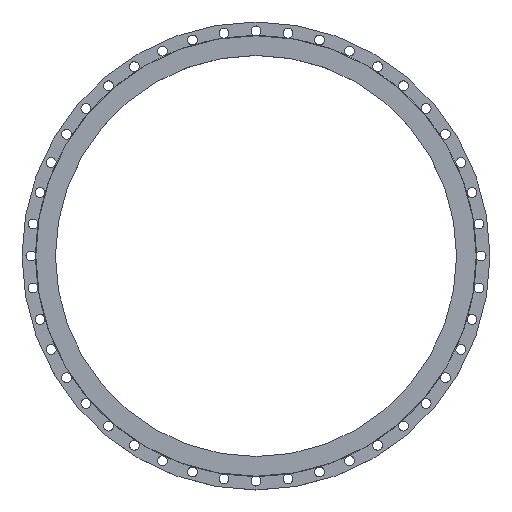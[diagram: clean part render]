
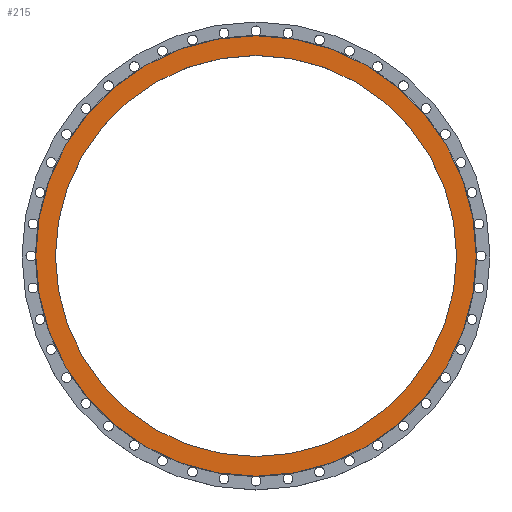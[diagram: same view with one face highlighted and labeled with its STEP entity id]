
A CAD part, top view. The second image highlights one B-rep face of the part: STEP entity #215.
In plain terms, the highlighted planar face has unit normal (0, 0, 1).
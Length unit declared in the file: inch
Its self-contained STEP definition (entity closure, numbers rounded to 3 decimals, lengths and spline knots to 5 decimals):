
#22 = VERTEX_POINT ( 'NONE', #4379 ) ;
#195 = DIRECTION ( 'NONE',  ( 1., 0., 0. ) ) ;
#215 = ADVANCED_FACE ( 'NONE', ( #564, #1961 ), #352, .F. ) ;
#239 = EDGE_CURVE ( 'NONE', #2139, #22, #1203, .T. ) ;
#263 = ORIENTED_EDGE ( 'NONE', *, *, #3781, .T. ) ;
#264 = DIRECTION ( 'NONE',  ( 0., 0., 1. ) ) ;
#352 = PLANE ( 'NONE',  #923 ) ;
#527 = ORIENTED_EDGE ( 'NONE', *, *, #1443, .F. ) ;
#564 = FACE_BOUND ( 'NONE', #629, .T. ) ;
#629 = EDGE_LOOP ( 'NONE', ( #2455, #527 ) ) ;
#923 = AXIS2_PLACEMENT_3D ( 'NONE', #4278, #2958, #2723 ) ;
#1064 = AXIS2_PLACEMENT_3D ( 'NONE', #2986, #1956, #2740 ) ;
#1171 = CARTESIAN_POINT ( 'NONE',  ( -28., 0., 0. ) ) ;
#1191 = CIRCLE ( 'NONE', #4163, 28. ) ;
#1203 = CIRCLE ( 'NONE', #1064, 28. ) ;
#1443 = EDGE_CURVE ( 'NONE', #1757, #3349, #2470, .T. ) ;
#1702 = CARTESIAN_POINT ( 'NONE',  ( 0., 0., 0. ) ) ;
#1744 = AXIS2_PLACEMENT_3D ( 'NONE', #3352, #264, #2677 ) ;
#1757 = VERTEX_POINT ( 'NONE', #3575 ) ;
#1914 = DIRECTION ( 'NONE',  ( 0., 0., 1. ) ) ;
#1956 = DIRECTION ( 'NONE',  ( 0., 0., 1. ) ) ;
#1961 = FACE_OUTER_BOUND ( 'NONE', #3155, .T. ) ;
#2139 = VERTEX_POINT ( 'NONE', #1171 ) ;
#2455 = ORIENTED_EDGE ( 'NONE', *, *, #3828, .F. ) ;
#2470 = CIRCLE ( 'NONE', #1744, 25.5 ) ;
#2676 = DIRECTION ( 'NONE',  ( 0., 0., 1. ) ) ;
#2677 = DIRECTION ( 'NONE',  ( 1., 0., 0. ) ) ;
#2723 = DIRECTION ( 'NONE',  ( -1., 0., 0. ) ) ;
#2725 = DIRECTION ( 'NONE',  ( 1., 0., 0. ) ) ;
#2740 = DIRECTION ( 'NONE',  ( 1., 0., 0. ) ) ;
#2958 = DIRECTION ( 'NONE',  ( 0., 0., -1. ) ) ;
#2986 = CARTESIAN_POINT ( 'NONE',  ( 0., 0., 0. ) ) ;
#2996 = CIRCLE ( 'NONE', #3208, 25.5 ) ;
#3155 = EDGE_LOOP ( 'NONE', ( #263, #4374 ) ) ;
#3198 = CARTESIAN_POINT ( 'NONE',  ( 25.5, 0., 0. ) ) ;
#3208 = AXIS2_PLACEMENT_3D ( 'NONE', #1702, #2676, #2725 ) ;
#3214 = CARTESIAN_POINT ( 'NONE',  ( 0., 0., 0. ) ) ;
#3349 = VERTEX_POINT ( 'NONE', #3198 ) ;
#3352 = CARTESIAN_POINT ( 'NONE',  ( 0., 0., 0. ) ) ;
#3575 = CARTESIAN_POINT ( 'NONE',  ( -25.5, 0., 0. ) ) ;
#3781 = EDGE_CURVE ( 'NONE', #22, #2139, #1191, .T. ) ;
#3828 = EDGE_CURVE ( 'NONE', #3349, #1757, #2996, .T. ) ;
#4163 = AXIS2_PLACEMENT_3D ( 'NONE', #3214, #1914, #195 ) ;
#4278 = CARTESIAN_POINT ( 'NONE',  ( 0., 25.5, 0. ) ) ;
#4374 = ORIENTED_EDGE ( 'NONE', *, *, #239, .T. ) ;
#4379 = CARTESIAN_POINT ( 'NONE',  ( 28., 0., 0. ) ) ;
